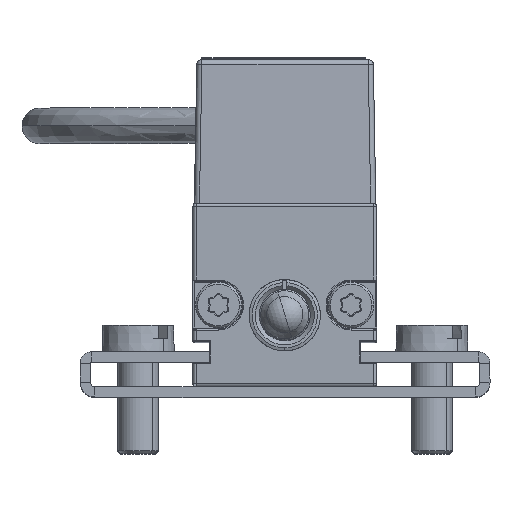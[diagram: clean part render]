
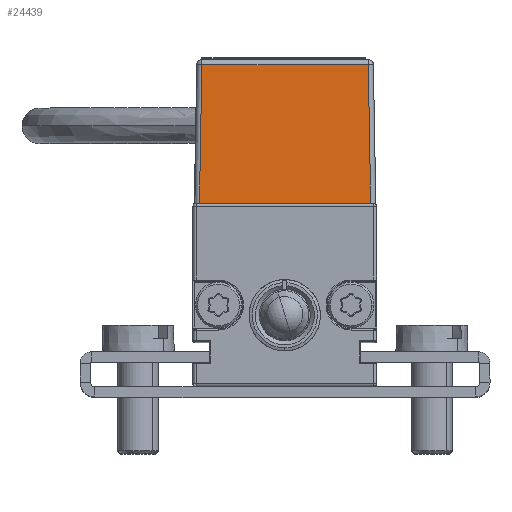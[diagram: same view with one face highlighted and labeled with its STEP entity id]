
A CAD part, top view. The second image highlights one B-rep face of the part: STEP entity #24439.
In plain terms, the highlighted planar face has unit normal (0, 0.018, 1).
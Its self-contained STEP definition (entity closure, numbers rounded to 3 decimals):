
#219 = VERTEX_POINT ( 'NONE', #15733 ) ;
#1111 = DIRECTION ( 'NONE',  ( -0.017, -1., 0.017 ) ) ;
#1487 = CARTESIAN_POINT ( 'NONE',  ( -8.366, 18., 58.009 ) ) ;
#1838 = CARTESIAN_POINT ( 'NONE',  ( 8.189, 31.583, 57.771 ) ) ;
#3241 = CARTESIAN_POINT ( 'NONE',  ( -8.868, 18., 58.009 ) ) ;
#3466 = VECTOR ( 'NONE', #25517, 1000. ) ;
#6126 = EDGE_LOOP ( 'NONE', ( #8476, #25998, #23081, #12947 ) ) ;
#7683 = DIRECTION ( 'NONE',  ( 1., 0., 0. ) ) ;
#8389 = EDGE_CURVE ( 'NONE', #21161, #23553, #15629, .T. ) ;
#8476 = ORIENTED_EDGE ( 'NONE', *, *, #23386, .T. ) ;
#8767 = LINE ( 'NONE', #17068, #25311 ) ;
#10213 = CARTESIAN_POINT ( 'NONE',  ( -8.868, 31.583, 57.771 ) ) ;
#12631 = CARTESIAN_POINT ( 'NONE',  ( -8.868, 18., 58.009 ) ) ;
#12947 = ORIENTED_EDGE ( 'NONE', *, *, #14660, .T. ) ;
#14660 = EDGE_CURVE ( 'NONE', #17087, #219, #27710, .T. ) ;
#14786 = DIRECTION ( 'NONE',  ( 0., -1., 0.017 ) ) ;
#15256 = EDGE_CURVE ( 'NONE', #23553, #17087, #16560, .T. ) ;
#15558 = VECTOR ( 'NONE', #7683, 1000. ) ;
#15629 = LINE ( 'NONE', #10213, #3466 ) ;
#15733 = CARTESIAN_POINT ( 'NONE',  ( 8.426, 18., 58.009 ) ) ;
#16560 = LINE ( 'NONE', #20486, #28015 ) ;
#17068 = CARTESIAN_POINT ( 'NONE',  ( 8.421, 18.302, 58.003 ) ) ;
#17087 = VERTEX_POINT ( 'NONE', #1487 ) ;
#18129 = FACE_OUTER_BOUND ( 'NONE', #6126, .T. ) ;
#19914 = CARTESIAN_POINT ( 'NONE',  ( -8.129, 31.583, 57.771 ) ) ;
#20486 = CARTESIAN_POINT ( 'NONE',  ( -8.366, 17.991, 58.009 ) ) ;
#20873 = AXIS2_PLACEMENT_3D ( 'NONE', #12631, #27742, #14786 ) ;
#21154 = PLANE ( 'NONE',  #20873 ) ;
#21161 = VERTEX_POINT ( 'NONE', #1838 ) ;
#23081 = ORIENTED_EDGE ( 'NONE', *, *, #15256, .T. ) ;
#23386 = EDGE_CURVE ( 'NONE', #219, #21161, #8767, .T. ) ;
#23553 = VERTEX_POINT ( 'NONE', #19914 ) ;
#24439 = ADVANCED_FACE ( 'NONE', ( #18129 ), #21154, .T. ) ;
#25311 = VECTOR ( 'NONE', #27804, 1000. ) ;
#25517 = DIRECTION ( 'NONE',  ( -1., 0., 0. ) ) ;
#25998 = ORIENTED_EDGE ( 'NONE', *, *, #8389, .T. ) ;
#27710 = LINE ( 'NONE', #3241, #15558 ) ;
#27742 = DIRECTION ( 'NONE',  ( 0., 0.017, 1. ) ) ;
#27804 = DIRECTION ( 'NONE',  ( -0.017, 1., -0.017 ) ) ;
#28015 = VECTOR ( 'NONE', #1111, 1000. ) ;
